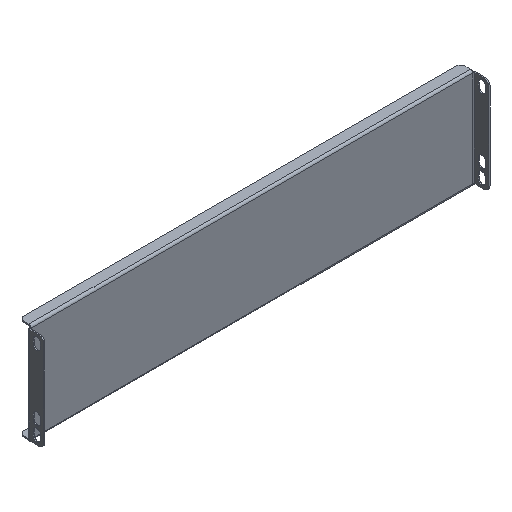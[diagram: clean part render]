
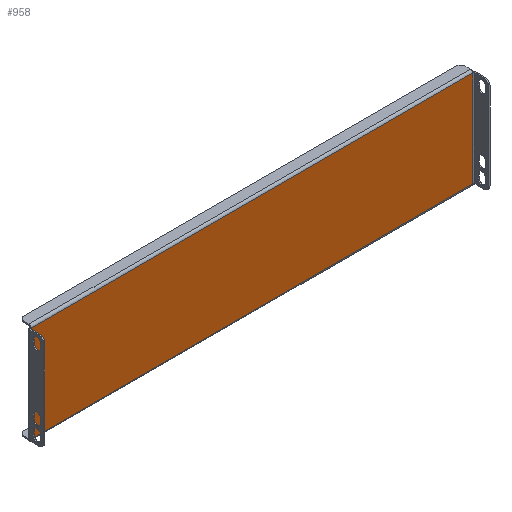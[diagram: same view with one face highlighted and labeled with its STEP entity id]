
A CAD part, isometric view. The second image highlights one B-rep face of the part: STEP entity #958.
In plain terms, the highlighted planar face has unit normal (0, -1, 0).
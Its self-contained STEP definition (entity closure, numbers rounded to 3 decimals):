
#78 = ORIENTED_EDGE ( 'NONE', *, *, #2039, .T. ) ;
#208 = DIRECTION ( 'NONE',  ( 0., 0., 1. ) ) ;
#323 = VERTEX_POINT ( 'NONE', #1479 ) ;
#358 = ORIENTED_EDGE ( 'NONE', *, *, #1585, .F. ) ;
#421 = CARTESIAN_POINT ( 'NONE',  ( -219.8, -1.2, -48. ) ) ;
#461 = ORIENTED_EDGE ( 'NONE', *, *, #522, .T. ) ;
#488 = VERTEX_POINT ( 'NONE', #815 ) ;
#522 = EDGE_CURVE ( 'NONE', #488, #1987, #829, .T. ) ;
#546 = CARTESIAN_POINT ( 'NONE',  ( 219.8, -1.2, 48. ) ) ;
#586 = VECTOR ( 'NONE', #1795, 1000. ) ;
#587 = LINE ( 'NONE', #421, #1943 ) ;
#815 = CARTESIAN_POINT ( 'NONE',  ( 219.8, -1.2, 47.8 ) ) ;
#822 = DIRECTION ( 'NONE',  ( 0., 0., 1. ) ) ;
#829 = LINE ( 'NONE', #1047, #1869 ) ;
#844 = DIRECTION ( 'NONE',  ( -1., 0., 0. ) ) ;
#857 = EDGE_CURVE ( 'NONE', #1563, #1987, #587, .T. ) ;
#942 = LINE ( 'NONE', #1621, #1808 ) ;
#958 = ADVANCED_FACE ( 'NONE', ( #1348 ), #1172, .F. ) ;
#1035 = EDGE_LOOP ( 'NONE', ( #78, #358, #461, #2165 ) ) ;
#1047 = CARTESIAN_POINT ( 'NONE',  ( 219.8, -1.2, 47.8 ) ) ;
#1049 = CARTESIAN_POINT ( 'NONE',  ( -219.8, -1.2, 47.8 ) ) ;
#1172 = PLANE ( 'NONE',  #1690 ) ;
#1211 = LINE ( 'NONE', #546, #586 ) ;
#1245 = DIRECTION ( 'NONE',  ( 1., 0., 0. ) ) ;
#1348 = FACE_OUTER_BOUND ( 'NONE', #1035, .T. ) ;
#1479 = CARTESIAN_POINT ( 'NONE',  ( 219.8, -1.2, -47.8 ) ) ;
#1563 = VERTEX_POINT ( 'NONE', #2128 ) ;
#1585 = EDGE_CURVE ( 'NONE', #488, #323, #1211, .T. ) ;
#1621 = CARTESIAN_POINT ( 'NONE',  ( -219.8, -1.2, -47.8 ) ) ;
#1690 = AXIS2_PLACEMENT_3D ( 'NONE', #1712, #2043, #822 ) ;
#1712 = CARTESIAN_POINT ( 'NONE',  ( 0., -1.2, 0. ) ) ;
#1795 = DIRECTION ( 'NONE',  ( 0., 0., -1. ) ) ;
#1808 = VECTOR ( 'NONE', #1245, 1000. ) ;
#1869 = VECTOR ( 'NONE', #844, 1000. ) ;
#1943 = VECTOR ( 'NONE', #208, 1000. ) ;
#1987 = VERTEX_POINT ( 'NONE', #1049 ) ;
#2039 = EDGE_CURVE ( 'NONE', #1563, #323, #942, .T. ) ;
#2043 = DIRECTION ( 'NONE',  ( 0., 1., 0. ) ) ;
#2128 = CARTESIAN_POINT ( 'NONE',  ( -219.8, -1.2, -47.8 ) ) ;
#2165 = ORIENTED_EDGE ( 'NONE', *, *, #857, .F. ) ;
